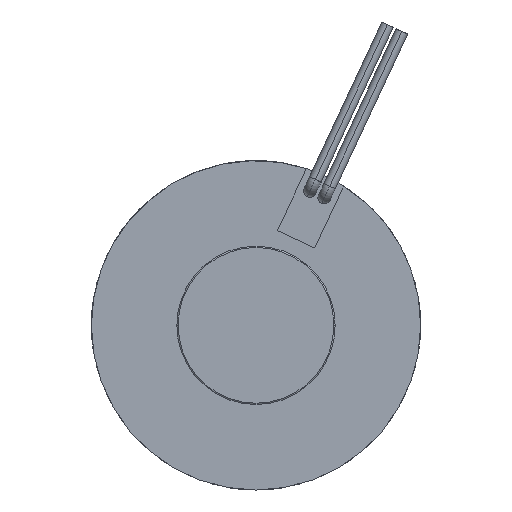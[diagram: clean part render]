
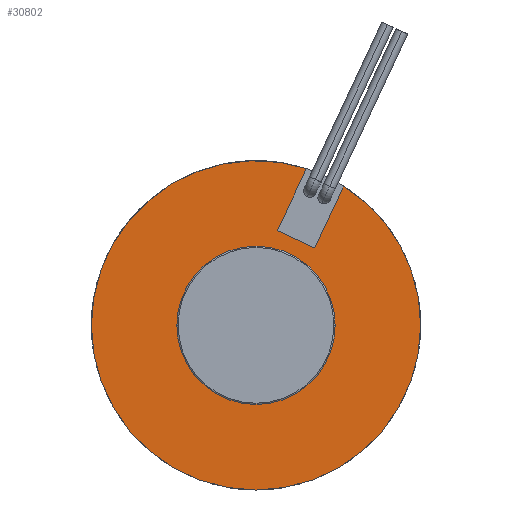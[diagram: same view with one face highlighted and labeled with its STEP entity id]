
A CAD part, left-side view. The second image highlights one B-rep face of the part: STEP entity #30802.
In plain terms, the highlighted face is planar.
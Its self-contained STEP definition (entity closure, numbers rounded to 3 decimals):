
#30119=CARTESIAN_POINT('',(95.,0.,0.));
#30120=DIRECTION('',(1.,0.,0.));
#30121=DIRECTION('',(0.,0.,-1.));
#30122=AXIS2_PLACEMENT_3D('',#30119,#30120,#30121);
#30124=CARTESIAN_POINT('',(95.,0.,0.));
#30125=DIRECTION('',(-1.,0.,0.));
#30126=DIRECTION('',(0.,0.,-1.));
#30127=AXIS2_PLACEMENT_3D('',#30124,#30125,#30126);
#30129=DIRECTION('',(0.,0.423,0.906));
#30130=VECTOR('',#30129,6.5);
#30131=CARTESIAN_POINT('',(95.,-14.968,3.394));
#30132=LINE('',#30131,#30130);
#30133=DIRECTION('',(0.,-0.906,0.423));
#30134=VECTOR('',#30133,10.796);
#30135=CARTESIAN_POINT('',(95.,-12.221,9.285));
#30136=LINE('',#30135,#30134);
#30137=DIRECTION('',(0.,0.906,-0.423));
#30138=VECTOR('',#30137,10.796);
#30139=CARTESIAN_POINT('',(95.,-24.753,7.956));
#30140=LINE('',#30139,#30138);
#30154=CARTESIAN_POINT('',(95.,0.,0.));
#30155=DIRECTION('',(-1.,0.,0.));
#30156=DIRECTION('',(0.,0.,-1.));
#30157=AXIS2_PLACEMENT_3D('',#30154,#30155,#30156);
#30172=CARTESIAN_POINT('',(95.,0.,0.));
#30173=DIRECTION('',(-1.,0.,0.));
#30174=DIRECTION('',(0.,-0.846,0.533));
#30175=AXIS2_PLACEMENT_3D('',#30172,#30173,#30174);
#30334=CARTESIAN_POINT('',(95.,0.,0.));
#30335=DIRECTION('',(1.,0.,0.));
#30336=DIRECTION('',(0.,0.,-1.));
#30337=AXIS2_PLACEMENT_3D('',#30334,#30335,#30336);
#30587=CARTESIAN_POINT('',(95.,0.,-26.));
#30588=CARTESIAN_POINT('',(95.,0.,26.));
#30589=VERTEX_POINT('',#30587);
#30590=VERTEX_POINT('',#30588);
#30641=CARTESIAN_POINT('',(95.,0.,-12.5));
#30642=CARTESIAN_POINT('',(95.,0.,12.5));
#30643=VERTEX_POINT('',#30641);
#30644=VERTEX_POINT('',#30642);
#30659=CARTESIAN_POINT('',(95.,-14.968,3.394));
#30660=CARTESIAN_POINT('',(95.,-12.221,9.285));
#30661=VERTEX_POINT('',#30659);
#30662=VERTEX_POINT('',#30660);
#30663=CARTESIAN_POINT('',(95.,-22.006,13.847));
#30664=VERTEX_POINT('',#30663);
#30665=CARTESIAN_POINT('',(95.,-24.753,7.956));
#30666=VERTEX_POINT('',#30665);
#30779=CARTESIAN_POINT('',(95.,0.,0.));
#30780=DIRECTION('',(1.,0.,0.));
#30781=DIRECTION('',(0.,0.,1.));
#30782=AXIS2_PLACEMENT_3D('',#30779,#30780,#30781);
#30783=PLANE('',#30782);
#30785=ORIENTED_EDGE('',*,*,#30784,.T.);
#30787=ORIENTED_EDGE('',*,*,#30786,.T.);
#30789=ORIENTED_EDGE('',*,*,#30788,.T.);
#30791=ORIENTED_EDGE('',*,*,#30790,.F.);
#30793=ORIENTED_EDGE('',*,*,#30792,.T.);
#30795=ORIENTED_EDGE('',*,*,#30794,.T.);
#30796=EDGE_LOOP('',(#30785,#30787,#30789,#30791,#30793,#30795));
#30797=FACE_OUTER_BOUND('',#30796,.F.);
#30798=ORIENTED_EDGE('',*,*,#30761,.T.);
#30799=ORIENTED_EDGE('',*,*,#30746,.F.);
#30800=EDGE_LOOP('',(#30798,#30799));
#30801=FACE_BOUND('',#30800,.F.);
#30123=CIRCLE('',#30122,12.5);
#30128=CIRCLE('',#30127,12.5);
#30158=CIRCLE('',#30157,26.);
#30176=CIRCLE('',#30175,26.);
#30338=CIRCLE('',#30337,26.);
#30746=EDGE_CURVE('',#30643,#30644,#30128,.T.);
#30761=EDGE_CURVE('',#30643,#30644,#30123,.T.);
#30784=EDGE_CURVE('',#30661,#30662,#30132,.T.);
#30786=EDGE_CURVE('',#30662,#30664,#30136,.T.);
#30788=EDGE_CURVE('',#30664,#30590,#30176,.T.);
#30790=EDGE_CURVE('',#30589,#30590,#30338,.T.);
#30792=EDGE_CURVE('',#30589,#30666,#30158,.T.);
#30794=EDGE_CURVE('',#30666,#30661,#30140,.T.);
#30802=ADVANCED_FACE('',(#30797,#30801),#30783,.T.);
